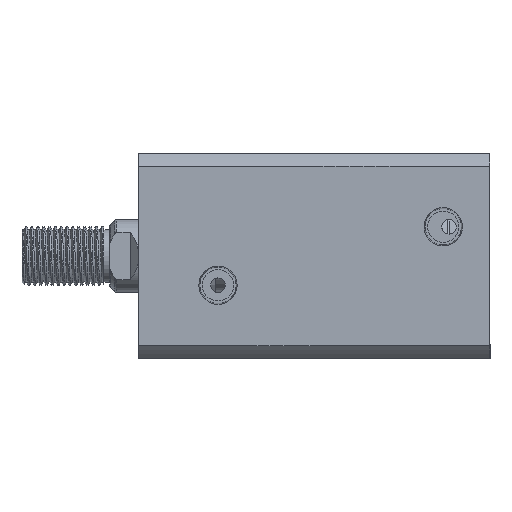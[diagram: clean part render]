
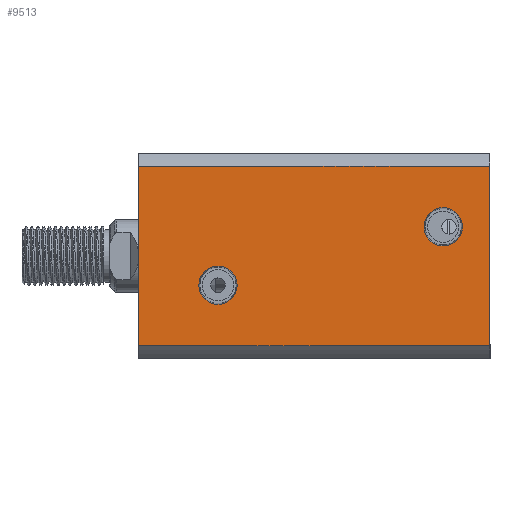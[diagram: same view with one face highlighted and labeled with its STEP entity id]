
A CAD part, left-side view. The second image highlights one B-rep face of the part: STEP entity #9513.
In plain terms, the highlighted planar face has unit normal (-1, 0, 0).
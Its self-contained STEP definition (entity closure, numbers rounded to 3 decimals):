
#199 = DIRECTION ( 'NONE',  ( 0., 0., 1. ) ) ;
#657 = DIRECTION ( 'NONE',  ( 0., 0., -1. ) ) ;
#803 = CIRCLE ( 'NONE', #11409, 6.541 ) ;
#863 = ORIENTED_EDGE ( 'NONE', *, *, #4159, .F. ) ;
#1068 = FACE_BOUND ( 'NONE', #15221, .T. ) ;
#1141 = LINE ( 'NONE', #1601, #4000 ) ;
#1209 = EDGE_CURVE ( 'NONE', #5216, #8873, #5564, .T. ) ;
#1413 = EDGE_CURVE ( 'NONE', #2054, #12325, #803, .T. ) ;
#1417 = CIRCLE ( 'NONE', #2058, 6.541 ) ;
#1509 = ORIENTED_EDGE ( 'NONE', *, *, #4141, .F. ) ;
#1601 = CARTESIAN_POINT ( 'NONE',  ( -35., 35., 0. ) ) ;
#1714 = DIRECTION ( 'NONE',  ( 0., -1., 0. ) ) ;
#1742 = VECTOR ( 'NONE', #15630, 1000. ) ;
#2054 = VERTEX_POINT ( 'NONE', #5821 ) ;
#2058 = AXIS2_PLACEMENT_3D ( 'NONE', #3237, #11686, #4437 ) ;
#2329 = VECTOR ( 'NONE', #5051, 1000. ) ;
#2439 = VERTEX_POINT ( 'NONE', #10072 ) ;
#2441 = VERTEX_POINT ( 'NONE', #11135 ) ;
#2642 = CARTESIAN_POINT ( 'NONE',  ( -35., 10., 99.541 ) ) ;
#2871 = CARTESIAN_POINT ( 'NONE',  ( -35., -30.615, 120. ) ) ;
#3061 = EDGE_CURVE ( 'NONE', #5216, #2439, #1141, .T. ) ;
#3237 = CARTESIAN_POINT ( 'NONE',  ( -35., -10., 16. ) ) ;
#3334 = VERTEX_POINT ( 'NONE', #6106 ) ;
#3419 = ORIENTED_EDGE ( 'NONE', *, *, #1209, .F. ) ;
#4000 = VECTOR ( 'NONE', #1714, 1000. ) ;
#4141 = EDGE_CURVE ( 'NONE', #9217, #2439, #10316, .T. ) ;
#4159 = EDGE_CURVE ( 'NONE', #3334, #2441, #1417, .T. ) ;
#4170 = ORIENTED_EDGE ( 'NONE', *, *, #1413, .F. ) ;
#4435 = DIRECTION ( 'NONE',  ( -1., 0., 0. ) ) ;
#4437 = DIRECTION ( 'NONE',  ( 0., 0., 1. ) ) ;
#4748 = DIRECTION ( 'NONE',  ( 1., 0., 0. ) ) ;
#5051 = DIRECTION ( 'NONE',  ( 0., 0., 1. ) ) ;
#5216 = VERTEX_POINT ( 'NONE', #7720 ) ;
#5558 = CARTESIAN_POINT ( 'NONE',  ( -35., -30.615, -180. ) ) ;
#5564 = LINE ( 'NONE', #12323, #2329 ) ;
#5797 = ORIENTED_EDGE ( 'NONE', *, *, #15136, .F. ) ;
#5821 = CARTESIAN_POINT ( 'NONE',  ( -35., 10., 86.459 ) ) ;
#5966 = EDGE_CURVE ( 'NONE', #8873, #9217, #11394, .T. ) ;
#6106 = CARTESIAN_POINT ( 'NONE',  ( -35., -10., 9.459 ) ) ;
#6354 = EDGE_LOOP ( 'NONE', ( #5797, #4170 ) ) ;
#7058 = VECTOR ( 'NONE', #657, 1000. ) ;
#7422 = DIRECTION ( 'NONE',  ( -1., 0., 0. ) ) ;
#7720 = CARTESIAN_POINT ( 'NONE',  ( -35., 30.615, 0. ) ) ;
#7721 = DIRECTION ( 'NONE',  ( -1., 0., 0. ) ) ;
#8038 = ORIENTED_EDGE ( 'NONE', *, *, #11163, .F. ) ;
#8233 = CARTESIAN_POINT ( 'NONE',  ( -35., 35., 120. ) ) ;
#8705 = ORIENTED_EDGE ( 'NONE', *, *, #3061, .T. ) ;
#8873 = VERTEX_POINT ( 'NONE', #11868 ) ;
#9217 = VERTEX_POINT ( 'NONE', #2871 ) ;
#9513 = ADVANCED_FACE ( 'NONE', ( #1068, #13169, #9974 ), #9567, .F. ) ;
#9567 = PLANE ( 'NONE',  #14172 ) ;
#9763 = EDGE_LOOP ( 'NONE', ( #3419, #8705, #1509, #10415 ) ) ;
#9974 = FACE_OUTER_BOUND ( 'NONE', #9763, .T. ) ;
#10067 = DIRECTION ( 'NONE',  ( 0., 0., 1. ) ) ;
#10072 = CARTESIAN_POINT ( 'NONE',  ( -35., -30.615, 0. ) ) ;
#10199 = AXIS2_PLACEMENT_3D ( 'NONE', #11683, #4435, #12885 ) ;
#10316 = LINE ( 'NONE', #5558, #7058 ) ;
#10415 = ORIENTED_EDGE ( 'NONE', *, *, #5966, .F. ) ;
#11135 = CARTESIAN_POINT ( 'NONE',  ( -35., -10., 22.541 ) ) ;
#11163 = EDGE_CURVE ( 'NONE', #2441, #3334, #13383, .T. ) ;
#11174 = CARTESIAN_POINT ( 'NONE',  ( -35., 10., 93. ) ) ;
#11394 = LINE ( 'NONE', #8233, #1742 ) ;
#11409 = AXIS2_PLACEMENT_3D ( 'NONE', #11174, #7721, #10067 ) ;
#11683 = CARTESIAN_POINT ( 'NONE',  ( -35., -10., 16. ) ) ;
#11686 = DIRECTION ( 'NONE',  ( -1., 0., 0. ) ) ;
#11868 = CARTESIAN_POINT ( 'NONE',  ( -35., 30.615, 120. ) ) ;
#11980 = CARTESIAN_POINT ( 'NONE',  ( -35., 35., 120. ) ) ;
#12323 = CARTESIAN_POINT ( 'NONE',  ( -35., 30.615, -180. ) ) ;
#12325 = VERTEX_POINT ( 'NONE', #2642 ) ;
#12830 = AXIS2_PLACEMENT_3D ( 'NONE', #14717, #7422, #199 ) ;
#12885 = DIRECTION ( 'NONE',  ( 0., 0., 1. ) ) ;
#13169 = FACE_BOUND ( 'NONE', #6354, .T. ) ;
#13187 = DIRECTION ( 'NONE',  ( 0., 1., 0. ) ) ;
#13383 = CIRCLE ( 'NONE', #10199, 6.541 ) ;
#14172 = AXIS2_PLACEMENT_3D ( 'NONE', #11980, #4748, #13187 ) ;
#14717 = CARTESIAN_POINT ( 'NONE',  ( -35., 10., 93. ) ) ;
#15136 = EDGE_CURVE ( 'NONE', #12325, #2054, #15498, .T. ) ;
#15221 = EDGE_LOOP ( 'NONE', ( #8038, #863 ) ) ;
#15498 = CIRCLE ( 'NONE', #12830, 6.541 ) ;
#15630 = DIRECTION ( 'NONE',  ( 0., -1., 0. ) ) ;
